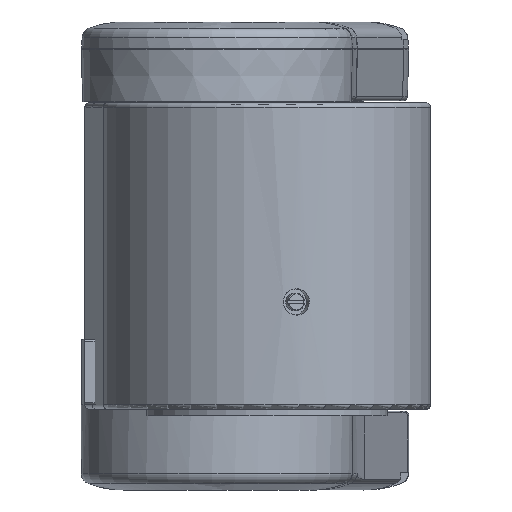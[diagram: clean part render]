
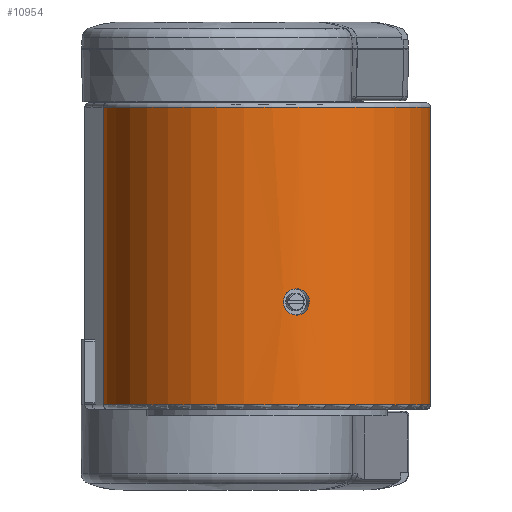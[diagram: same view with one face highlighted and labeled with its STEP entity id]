
A CAD part, left-side view. The second image highlights one B-rep face of the part: STEP entity #10954.
In plain terms, the highlighted cylindrical face has radius 75 mm (diameter 150 mm), a partial arc.
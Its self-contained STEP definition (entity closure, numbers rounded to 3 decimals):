
#3229=CARTESIAN_POINT('',(0.,0.,-68.));
#3230=DIRECTION('',(0.,0.,-1.));
#3231=DIRECTION('',(0.462,-0.887,0.));
#3232=AXIS2_PLACEMENT_3D('',#3229,#3230,#3231);
#3244=CARTESIAN_POINT('',(0.,0.,-68.));
#3245=DIRECTION('',(0.,0.,-1.));
#3246=DIRECTION('',(0.,-1.,0.));
#3247=AXIS2_PLACEMENT_3D('',#3244,#3245,#3246);
#3249=DIRECTION('',(0.,0.,1.));
#3250=VECTOR('',#3249,136.);
#3251=CARTESIAN_POINT('',(34.615,-66.534,-68.));
#3252=LINE('',#3251,#3250);
#3253=DIRECTION('',(0.,0.,-1.));
#3254=VECTOR('',#3253,136.);
#3255=CARTESIAN_POINT('',(-5.069,74.828,68.));
#3256=LINE('',#3255,#3254);
#3257=CARTESIAN_POINT('',(-72.413,-19.529,-21.));
#3258=CARTESIAN_POINT('',(-72.413,-19.529,
-21.655));
#3259=CARTESIAN_POINT('',(-72.466,-19.333,
-22.891));
#3260=CARTESIAN_POINT('',(-72.69,-18.48,
-24.606));
#3261=CARTESIAN_POINT('',(-73.013,-17.174,
-25.933));
#3262=CARTESIAN_POINT('',(-73.386,-15.514,
-26.798));
#3263=CARTESIAN_POINT('',(-73.761,-13.625,
-27.102));
#3264=CARTESIAN_POINT('',(-74.087,-11.714,
-26.793));
#3265=CARTESIAN_POINT('',(-74.337,-9.995,
-25.911));
#3266=CARTESIAN_POINT('',(-74.505,-8.631,
-24.559));
#3267=CARTESIAN_POINT('',(-74.599,-7.756,
-22.842));
#3268=CARTESIAN_POINT('',(-74.618,-7.561,
-21.635));
#3269=CARTESIAN_POINT('',(-74.618,-7.561,-21.));
#3271=CARTESIAN_POINT('',(-74.618,-7.561,-21.));
#3272=CARTESIAN_POINT('',(-74.618,-7.561,
-20.369));
#3273=CARTESIAN_POINT('',(-74.599,-7.753,
-19.165));
#3274=CARTESIAN_POINT('',(-74.505,-8.631,
-17.44));
#3275=CARTESIAN_POINT('',(-74.336,-9.999,
-16.086));
#3276=CARTESIAN_POINT('',(-74.087,-11.713,
-15.209));
#3277=CARTESIAN_POINT('',(-73.764,-13.605,
-14.9));
#3278=CARTESIAN_POINT('',(-73.394,-15.476,
-15.191));
#3279=CARTESIAN_POINT('',(-73.019,-17.146,
-16.043));
#3280=CARTESIAN_POINT('',(-72.689,-18.485,
-17.397));
#3281=CARTESIAN_POINT('',(-72.466,-19.333,
-19.113));
#3282=CARTESIAN_POINT('',(-72.413,-19.529,
-20.348));
#3283=CARTESIAN_POINT('',(-72.413,-19.529,-21.));
#3290=CARTESIAN_POINT('',(0.,0.,68.));
#3291=DIRECTION('',(0.,0.,1.));
#3292=DIRECTION('',(0.,-1.,0.));
#3293=AXIS2_PLACEMENT_3D('',#3290,#3291,#3292);
#3295=CARTESIAN_POINT('',(0.,0.,68.));
#3296=DIRECTION('',(0.,0.,1.));
#3297=DIRECTION('',(-0.068,0.998,0.));
#3298=AXIS2_PLACEMENT_3D('',#3295,#3296,#3297);
#4469=CARTESIAN_POINT('',(34.615,-66.534,68.));
#4471=VERTEX_POINT('',#4469);
#4483=CARTESIAN_POINT('',(-5.069,74.828,-68.));
#4484=VERTEX_POINT('',#4483);
#4485=CARTESIAN_POINT('',(-5.069,74.828,68.));
#4486=VERTEX_POINT('',#4485);
#4970=CARTESIAN_POINT('',(0.,-75.,68.));
#4971=VERTEX_POINT('',#4970);
#5001=CARTESIAN_POINT('',(34.615,-66.534,-68.));
#5002=VERTEX_POINT('',#5001);
#5005=CARTESIAN_POINT('',(0.,-75.,-68.));
#5006=VERTEX_POINT('',#5005);
#5185=CARTESIAN_POINT('',(-72.413,-19.529,-21.));
#5187=VERTEX_POINT('',#5185);
#5189=CARTESIAN_POINT('',(-74.618,-7.561,-21.));
#5191=VERTEX_POINT('',#5189);
#10931=CARTESIAN_POINT('',(0.,0.,70.));
#10932=DIRECTION('',(0.,0.,-1.));
#10933=DIRECTION('',(0.,-1.,0.));
#10934=AXIS2_PLACEMENT_3D('',#10931,#10932,#10933);
#10935=CYLINDRICAL_SURFACE('',#10934,75.);
#10937=ORIENTED_EDGE('',*,*,#10936,.T.);
#10939=ORIENTED_EDGE('',*,*,#10938,.F.);
#10940=ORIENTED_EDGE('',*,*,#10912,.T.);
#10941=ORIENTED_EDGE('',*,*,#10919,.T.);
#10943=ORIENTED_EDGE('',*,*,#10942,.F.);
#10945=ORIENTED_EDGE('',*,*,#10944,.T.);
#10946=EDGE_LOOP('',(#10937,#10939,#10940,#10941,#10943,#10945));
#10947=FACE_OUTER_BOUND('',#10946,.F.);
#10949=ORIENTED_EDGE('',*,*,#10948,.F.);
#10951=ORIENTED_EDGE('',*,*,#10950,.F.);
#10952=EDGE_LOOP('',(#10949,#10951));
#10953=FACE_BOUND('',#10952,.F.);
#3233=CIRCLE('',#3232,75.);
#3248=CIRCLE('',#3247,75.);
#3270=B_SPLINE_CURVE_WITH_KNOTS('',3,(#3257,#3258,#3259,#3260,#3261,#3262,#3263,
#3264,#3265,#3266,#3267,#3268,#3269),.UNSPECIFIED.,.F.,.F.,(4,1,1,1,1,1,1,1,1,1,
4),(0.,0.1,0.2,0.3,0.4,0.5,0.6,0.7,0.8,0.9,1.),
.UNSPECIFIED.);
#3284=B_SPLINE_CURVE_WITH_KNOTS('',3,(#3271,#3272,#3273,#3274,#3275,#3276,#3277,
#3278,#3279,#3280,#3281,#3282,#3283),.UNSPECIFIED.,.F.,.F.,(4,1,1,1,1,1,1,1,1,1,
4),(0.,0.1,0.2,0.3,0.4,0.5,0.6,0.7,0.8,0.9,1.),
.UNSPECIFIED.);
#3294=CIRCLE('',#3293,75.);
#3299=CIRCLE('',#3298,75.);
#10912=EDGE_CURVE('',#5002,#5006,#3233,.T.);
#10919=EDGE_CURVE('',#5006,#4484,#3248,.T.);
#10936=EDGE_CURVE('',#4971,#4471,#3294,.T.);
#10938=EDGE_CURVE('',#5002,#4471,#3252,.T.);
#10942=EDGE_CURVE('',#4486,#4484,#3256,.T.);
#10944=EDGE_CURVE('',#4486,#4971,#3299,.T.);
#10948=EDGE_CURVE('',#5187,#5191,#3270,.T.);
#10950=EDGE_CURVE('',#5191,#5187,#3284,.T.);
#10954=ADVANCED_FACE('',(#10947,#10953),#10935,.T.);
